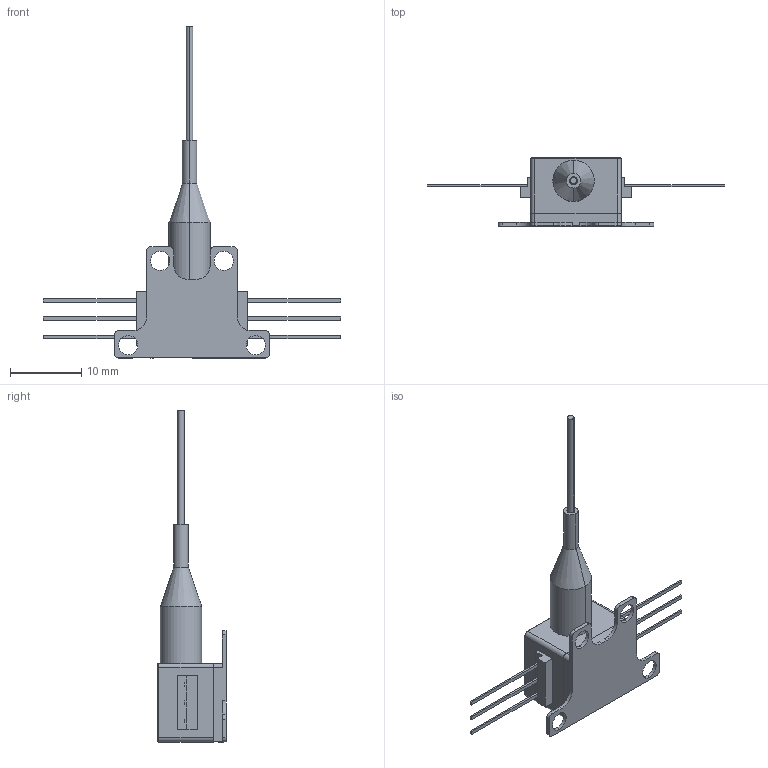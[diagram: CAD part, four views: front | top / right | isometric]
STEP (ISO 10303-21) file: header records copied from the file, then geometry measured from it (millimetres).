
FILE_DESCRIPTION (( 'STEP AP214' ), '1' );
FILE_NAME ('20745.E0W.STEP', '2010-08-30T14:34:19', ( 'User' ), ( 'Thorlabs' ), 'SwSTEP 2.0', 'SolidWorks 2009', '' );
FILE_SCHEMA (( 'AUTOMOTIVE_DESIGN' ));
Length unit declared in the file: millimetre
Products named in the file (1): 20745.E0W
Bounding box: 41.6 x 9.53 x 46.5 mm (x, y, z)
Surface area: 1922.3 mm2 (no closed solid volume)
Topology: 0 solids, 14 shells, 275 faces, 1086 edges, 778 vertices
Faces by surface type: plane 191, cylinder 44, bspline 38, cone 2
Entity records: 18491 total; most frequent: CARTESIAN_POINT 6974, ORIENTED_EDGE 1666, DIRECTION 1512, EDGE_CURVE 1086, LINE 808, VECTOR 808, VERTEX_POINT 778, AXIS2_PLACEMENT_3D 352
